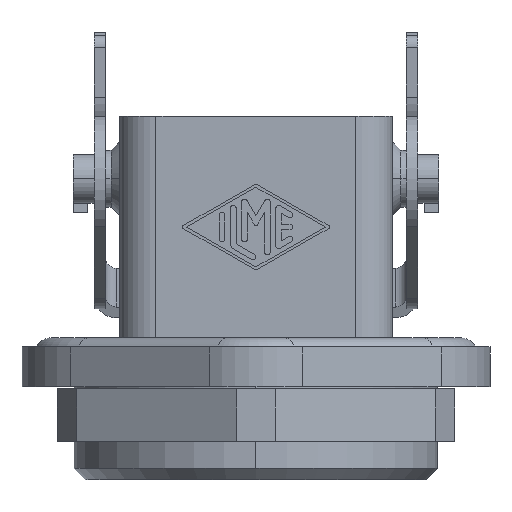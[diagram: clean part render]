
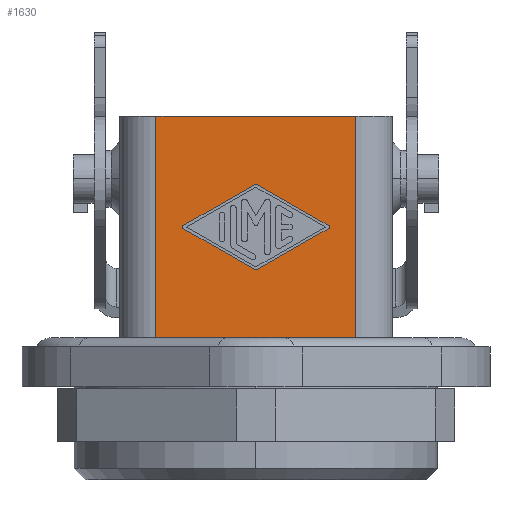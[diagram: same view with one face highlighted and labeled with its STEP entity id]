
A CAD part, front view. The second image highlights one B-rep face of the part: STEP entity #1630.
In plain terms, the highlighted planar face has unit normal (0, -1, 0).
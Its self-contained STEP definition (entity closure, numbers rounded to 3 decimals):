
#540=CARTESIAN_POINT('',(59.423,29.655,2.5));
#550=DIRECTION('',(-0.,-1.,-0.));
#560=DIRECTION('',(-1.,0.,0.));
#570=AXIS2_PLACEMENT_3D('',#540,#550,#560);
#580=PLANE('',#570);
#590=CARTESIAN_POINT('',(59.523,29.655,0.));
#600=DIRECTION('',(0.,0.,-1.));
#610=VECTOR('',#600,1.);
#620=LINE('',#590,#610);
#630=CARTESIAN_POINT('',(59.523,29.655,22.));
#640=VERTEX_POINT('',#630);
#650=CARTESIAN_POINT('',(59.523,29.655,2.5));
#660=VERTEX_POINT('',#650);
#670=EDGE_CURVE('',#640,#660,#620,.T.);
#680=ORIENTED_EDGE('',*,*,#670,.F.);
#690=CARTESIAN_POINT('',(0.,29.655,2.5));
#700=DIRECTION('',(1.,0.,0.));
#710=VECTOR('',#700,1.);
#720=LINE('',#690,#710);
#730=CARTESIAN_POINT('',(41.923,29.655,2.5));
#740=VERTEX_POINT('',#730);
#750=EDGE_CURVE('',#740,#660,#720,.T.);
#760=ORIENTED_EDGE('',*,*,#750,.T.);
#770=CARTESIAN_POINT('',(41.923,29.655,0.));
#780=DIRECTION('',(0.,0.,-1.));
#790=VECTOR('',#780,1.);
#800=LINE('',#770,#790);
#810=CARTESIAN_POINT('',(41.923,29.655,22.));
#820=VERTEX_POINT('',#810);
#830=EDGE_CURVE('',#820,#740,#800,.T.);
#840=ORIENTED_EDGE('',*,*,#830,.T.);
#850=CARTESIAN_POINT('',(0.,29.655,22.));
#860=DIRECTION('',(1.,0.,0.));
#870=VECTOR('',#860,1.);
#880=LINE('',#850,#870);
#890=EDGE_CURVE('',#820,#640,#880,.T.);
#900=ORIENTED_EDGE('',*,*,#890,.F.);
#910=EDGE_LOOP('',(#900,#840,#760,#680));
#920=FACE_OUTER_BOUND('',#910,.T.);
#930=CARTESIAN_POINT('',(50.723,29.655,8.75));
#940=DIRECTION('',(0.,-1.,0.));
#950=DIRECTION('',(1.,0.,0.));
#960=AXIS2_PLACEMENT_3D('',#930,#940,#950);
#970=CIRCLE('',#960,0.25);
#980=CARTESIAN_POINT('',(50.599,29.655,8.533));
#990=VERTEX_POINT('',#980);
#1000=CARTESIAN_POINT('',(50.847,29.655,8.533));
#1010=VERTEX_POINT('',#1000);
#1020=EDGE_CURVE('',#990,#1010,#970,.T.);
#1030=ORIENTED_EDGE('',*,*,#1020,.F.);
#1040=CARTESIAN_POINT('',(0.,29.655,-20.532));
#1050=DIRECTION('',(-0.868,0.,-0.496));
#1060=VECTOR('',#1050,1.);
#1070=LINE('',#1040,#1060);
#1080=CARTESIAN_POINT('',(57.16,29.655,12.141));
#1090=VERTEX_POINT('',#1080);
#1100=EDGE_CURVE('',#1090,#1010,#1070,.T.);
#1110=ORIENTED_EDGE('',*,*,#1100,.T.);
#1120=CARTESIAN_POINT('',(57.098,29.655,12.25));
#1130=DIRECTION('',(0.,-1.,0.));
#1140=DIRECTION('',(1.,0.,0.));
#1150=AXIS2_PLACEMENT_3D('',#1120,#1130,#1140);
#1160=CIRCLE('',#1150,0.125);
#1170=CARTESIAN_POINT('',(57.16,29.655,12.359));
#1180=VERTEX_POINT('',#1170);
#1190=EDGE_CURVE('',#1090,#1180,#1160,.T.);
#1200=ORIENTED_EDGE('',*,*,#1190,.F.);
#1210=CARTESIAN_POINT('',(0.,29.655,45.032));
#1220=DIRECTION('',(0.868,0.,-0.496));
#1230=VECTOR('',#1220,1.);
#1240=LINE('',#1210,#1230);
#1250=CARTESIAN_POINT('',(50.847,29.655,15.967));
#1260=VERTEX_POINT('',#1250);
#1270=EDGE_CURVE('',#1260,#1180,#1240,.T.);
#1280=ORIENTED_EDGE('',*,*,#1270,.T.);
#1290=CARTESIAN_POINT('',(50.723,29.655,15.75));
#1300=DIRECTION('',(0.,-1.,0.));
#1310=DIRECTION('',(1.,0.,0.));
#1320=AXIS2_PLACEMENT_3D('',#1290,#1300,#1310);
#1330=CIRCLE('',#1320,0.25);
#1340=CARTESIAN_POINT('',(50.599,29.655,15.967));
#1350=VERTEX_POINT('',#1340);
#1360=EDGE_CURVE('',#1260,#1350,#1330,.T.);
#1370=ORIENTED_EDGE('',*,*,#1360,.F.);
#1380=CARTESIAN_POINT('',(0.,29.655,-12.955));
#1390=DIRECTION('',(0.868,0.,0.496));
#1400=VECTOR('',#1390,1.);
#1410=LINE('',#1380,#1400);
#1420=CARTESIAN_POINT('',(44.286,29.655,12.359));
#1430=VERTEX_POINT('',#1420);
#1440=EDGE_CURVE('',#1430,#1350,#1410,.T.);
#1450=ORIENTED_EDGE('',*,*,#1440,.T.);
#1460=CARTESIAN_POINT('',(44.349,29.655,12.25));
#1470=DIRECTION('',(0.,-1.,0.));
#1480=DIRECTION('',(1.,0.,0.));
#1490=AXIS2_PLACEMENT_3D('',#1460,#1470,#1480);
#1500=CIRCLE('',#1490,0.125);
#1510=CARTESIAN_POINT('',(44.286,29.655,12.141));
#1520=VERTEX_POINT('',#1510);
#1530=EDGE_CURVE('',#1430,#1520,#1500,.T.);
#1540=ORIENTED_EDGE('',*,*,#1530,.F.);
#1550=CARTESIAN_POINT('',(0.,29.655,37.455));
#1560=DIRECTION('',(-0.868,0.,0.496));
#1570=VECTOR('',#1560,1.);
#1580=LINE('',#1550,#1570);
#1590=EDGE_CURVE('',#990,#1520,#1580,.T.);
#1600=ORIENTED_EDGE('',*,*,#1590,.T.);
#1610=EDGE_LOOP('',(#1600,#1540,#1450,#1370,#1280,#1200,#1110,#1030));
#1620=FACE_BOUND('',#1610,.T.);
#1630=ADVANCED_FACE('',(#920,#1620),#580,.T.);
